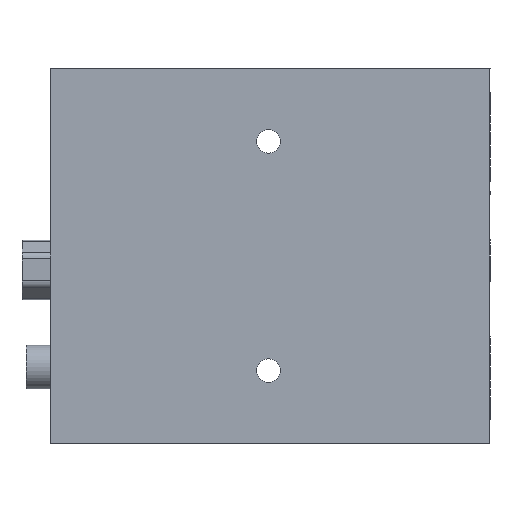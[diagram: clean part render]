
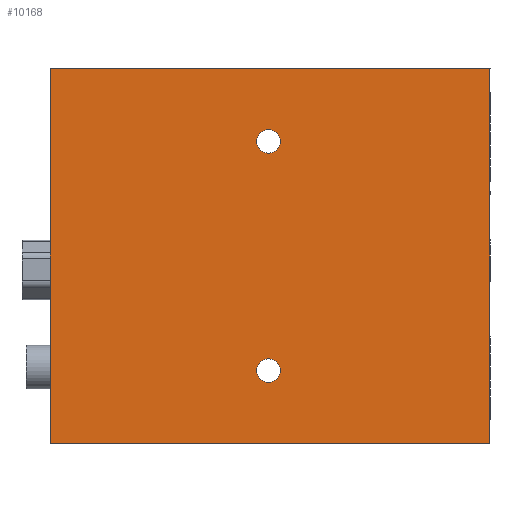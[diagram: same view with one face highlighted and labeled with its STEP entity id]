
A CAD part, front view. The second image highlights one B-rep face of the part: STEP entity #10168.
In plain terms, the highlighted planar face has unit normal (0, -1, 0).
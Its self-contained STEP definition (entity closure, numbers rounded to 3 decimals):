
#160 = EDGE_CURVE ( 'NONE', #17474, #16751, #3739, .T. ) ;
#212 = ORIENTED_EDGE ( 'NONE', *, *, #13436, .T. ) ;
#429 = LINE ( 'NONE', #7201, #18718 ) ;
#955 = DIRECTION ( 'NONE',  ( 0., 0., -1. ) ) ;
#1007 = EDGE_CURVE ( 'NONE', #19578, #17660, #9325, .T. ) ;
#1489 = DIRECTION ( 'NONE',  ( -1., 0., 0. ) ) ;
#2411 = CARTESIAN_POINT ( 'NONE',  ( -28.75, 0., 0. ) ) ;
#2420 = ORIENTED_EDGE ( 'NONE', *, *, #1007, .T. ) ;
#2595 = EDGE_CURVE ( 'NONE', #4147, #17660, #429, .T. ) ;
#3229 = CARTESIAN_POINT ( 'NONE',  ( 28.75, 0., 40.833 ) ) ;
#3311 = CARTESIAN_POINT ( 'NONE',  ( 28.75, 0., 0. ) ) ;
#3376 = LINE ( 'NONE', #6173, #19690 ) ;
#3482 = CIRCLE ( 'NONE', #7259, 1.55 ) ;
#3530 = CARTESIAN_POINT ( 'NONE',  ( -0.2, 0., 1.333 ) ) ;
#3668 = EDGE_LOOP ( 'NONE', ( #3732, #9341 ) ) ;
#3732 = ORIENTED_EDGE ( 'NONE', *, *, #9256, .T. ) ;
#3739 = CIRCLE ( 'NONE', #14578, 1.55 ) ;
#4051 = DIRECTION ( 'NONE',  ( -1., 0., 0. ) ) ;
#4147 = VERTEX_POINT ( 'NONE', #17646 ) ;
#5059 = VECTOR ( 'NONE', #7772, 1000. ) ;
#5271 = ORIENTED_EDGE ( 'NONE', *, *, #2595, .F. ) ;
#5343 = DIRECTION ( 'NONE',  ( 0., 1., 0. ) ) ;
#5650 = CARTESIAN_POINT ( 'NONE',  ( -0.2, 0., 32.883 ) ) ;
#5910 = DIRECTION ( 'NONE',  ( 0., 1., 0. ) ) ;
#6173 = CARTESIAN_POINT ( 'NONE',  ( 28.75, 0., 40.833 ) ) ;
#7008 = DIRECTION ( 'NONE',  ( 0., 0., 1. ) ) ;
#7201 = CARTESIAN_POINT ( 'NONE',  ( 28.75, 0., -8.167 ) ) ;
#7259 = AXIS2_PLACEMENT_3D ( 'NONE', #3530, #9919, #9849 ) ;
#7678 = ORIENTED_EDGE ( 'NONE', *, *, #13728, .T. ) ;
#7762 = VERTEX_POINT ( 'NONE', #3229 ) ;
#7772 = DIRECTION ( 'NONE',  ( 0., 0., -1. ) ) ;
#8065 = CARTESIAN_POINT ( 'NONE',  ( -0.2, 0., -0.217 ) ) ;
#9256 = EDGE_CURVE ( 'NONE', #16751, #17474, #9492, .T. ) ;
#9325 = LINE ( 'NONE', #2411, #12581 ) ;
#9341 = ORIENTED_EDGE ( 'NONE', *, *, #160, .T. ) ;
#9492 = CIRCLE ( 'NONE', #11149, 1.55 ) ;
#9499 = EDGE_CURVE ( 'NONE', #7762, #19578, #3376, .T. ) ;
#9849 = DIRECTION ( 'NONE',  ( 0., 0., 1. ) ) ;
#9869 = CARTESIAN_POINT ( 'NONE',  ( 0., 0., 0. ) ) ;
#9919 = DIRECTION ( 'NONE',  ( 0., 1., 0. ) ) ;
#10168 = ADVANCED_FACE ( 'NONE', ( #16464, #14974, #14235 ), #14117, .F. ) ;
#11149 = AXIS2_PLACEMENT_3D ( 'NONE', #15391, #5910, #15187 ) ;
#11408 = CIRCLE ( 'NONE', #14254, 1.55 ) ;
#11583 = EDGE_CURVE ( 'NONE', #7762, #4147, #11724, .T. ) ;
#11724 = LINE ( 'NONE', #3311, #5059 ) ;
#12581 = VECTOR ( 'NONE', #955, 1000. ) ;
#12879 = VERTEX_POINT ( 'NONE', #17834 ) ;
#13220 = DIRECTION ( 'NONE',  ( 0., 0., 1. ) ) ;
#13436 = EDGE_CURVE ( 'NONE', #12879, #20316, #11408, .T. ) ;
#13645 = CARTESIAN_POINT ( 'NONE',  ( -28.75, 0., -8.167 ) ) ;
#13674 = EDGE_LOOP ( 'NONE', ( #212, #7678 ) ) ;
#13728 = EDGE_CURVE ( 'NONE', #20316, #12879, #3482, .T. ) ;
#14013 = EDGE_LOOP ( 'NONE', ( #2420, #5271, #18934, #18250 ) ) ;
#14117 = PLANE ( 'NONE',  #18632 ) ;
#14235 = FACE_OUTER_BOUND ( 'NONE', #14013, .T. ) ;
#14254 = AXIS2_PLACEMENT_3D ( 'NONE', #17959, #19551, #18511 ) ;
#14578 = AXIS2_PLACEMENT_3D ( 'NONE', #16488, #19658, #7008 ) ;
#14974 = FACE_BOUND ( 'NONE', #13674, .T. ) ;
#15187 = DIRECTION ( 'NONE',  ( 0., 0., 1. ) ) ;
#15391 = CARTESIAN_POINT ( 'NONE',  ( -0.2, 0., 31.333 ) ) ;
#16464 = FACE_BOUND ( 'NONE', #3668, .T. ) ;
#16488 = CARTESIAN_POINT ( 'NONE',  ( -0.2, 0., 31.333 ) ) ;
#16751 = VERTEX_POINT ( 'NONE', #5650 ) ;
#17474 = VERTEX_POINT ( 'NONE', #19447 ) ;
#17646 = CARTESIAN_POINT ( 'NONE',  ( 28.75, 0., -8.167 ) ) ;
#17660 = VERTEX_POINT ( 'NONE', #13645 ) ;
#17834 = CARTESIAN_POINT ( 'NONE',  ( -0.2, 0., 2.883 ) ) ;
#17959 = CARTESIAN_POINT ( 'NONE',  ( -0.2, 0., 1.333 ) ) ;
#18250 = ORIENTED_EDGE ( 'NONE', *, *, #9499, .T. ) ;
#18511 = DIRECTION ( 'NONE',  ( 0., 0., 1. ) ) ;
#18632 = AXIS2_PLACEMENT_3D ( 'NONE', #9869, #5343, #13220 ) ;
#18718 = VECTOR ( 'NONE', #4051, 1000. ) ;
#18934 = ORIENTED_EDGE ( 'NONE', *, *, #11583, .F. ) ;
#19447 = CARTESIAN_POINT ( 'NONE',  ( -0.2, 0., 29.783 ) ) ;
#19551 = DIRECTION ( 'NONE',  ( 0., 1., 0. ) ) ;
#19578 = VERTEX_POINT ( 'NONE', #20192 ) ;
#19658 = DIRECTION ( 'NONE',  ( 0., 1., 0. ) ) ;
#19690 = VECTOR ( 'NONE', #1489, 1000. ) ;
#20192 = CARTESIAN_POINT ( 'NONE',  ( -28.75, 0., 40.833 ) ) ;
#20316 = VERTEX_POINT ( 'NONE', #8065 ) ;
